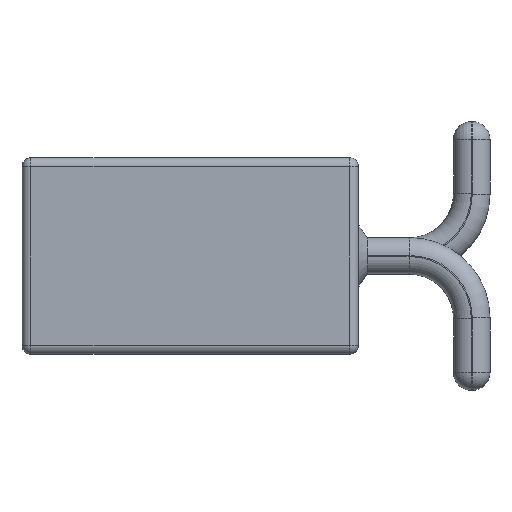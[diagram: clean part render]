
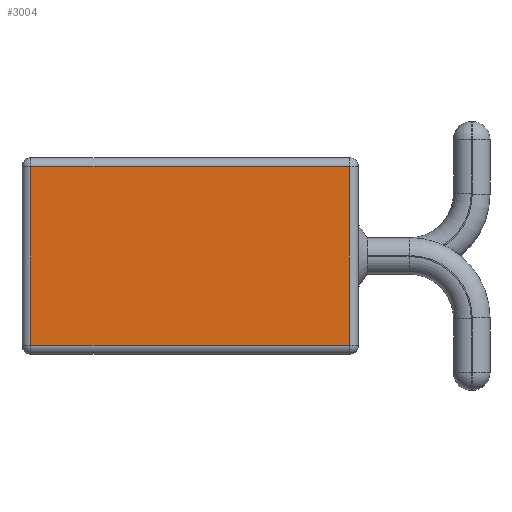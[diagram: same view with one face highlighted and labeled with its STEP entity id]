
A CAD part, left-side view. The second image highlights one B-rep face of the part: STEP entity #3004.
In plain terms, the highlighted face is planar.
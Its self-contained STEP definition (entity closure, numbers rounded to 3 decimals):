
#45 = ORIENTED_EDGE ( 'NONE', *, *, #3544, .T. ) ;
#516 = ORIENTED_EDGE ( 'NONE', *, *, #3534, .T. ) ;
#659 = CARTESIAN_POINT ( 'NONE',  ( 0., -1.79, -0.825 ) ) ;
#716 = LINE ( 'NONE', #3590, #2583 ) ;
#729 = CARTESIAN_POINT ( 'NONE',  ( 1.005, 1.79, -0.825 ) ) ;
#844 = LINE ( 'NONE', #3947, #1713 ) ;
#859 = CARTESIAN_POINT ( 'NONE',  ( 0., 0., -0.825 ) ) ;
#1044 = DIRECTION ( 'NONE',  ( -1., 0., 0. ) ) ;
#1079 = VERTEX_POINT ( 'NONE', #729 ) ;
#1149 = CARTESIAN_POINT ( 'NONE',  ( -1.005, -1.79, -0.825 ) ) ;
#1402 = CARTESIAN_POINT ( 'NONE',  ( 1.105, 1.79, -0.825 ) ) ;
#1525 = AXIS2_PLACEMENT_3D ( 'NONE', #859, #3819, #1645 ) ;
#1645 = DIRECTION ( 'NONE',  ( 1., 0., 0. ) ) ;
#1713 = VECTOR ( 'NONE', #3220, 1000. ) ;
#2141 = VERTEX_POINT ( 'NONE', #1149 ) ;
#2486 = VERTEX_POINT ( 'NONE', #3837 ) ;
#2583 = VECTOR ( 'NONE', #3962, 1000. ) ;
#2669 = EDGE_LOOP ( 'NONE', ( #516, #4575, #2690, #45 ) ) ;
#2690 = ORIENTED_EDGE ( 'NONE', *, *, #3542, .T. ) ;
#2788 = VERTEX_POINT ( 'NONE', #4556 ) ;
#3004 = ADVANCED_FACE ( 'NONE', ( #3934 ), #3447, .F. ) ;
#3220 = DIRECTION ( 'NONE',  ( 0., -1., 0. ) ) ;
#3447 = PLANE ( 'NONE',  #1525 ) ;
#3534 = EDGE_CURVE ( 'NONE', #2486, #1079, #3759, .T. ) ;
#3538 = EDGE_CURVE ( 'NONE', #1079, #2788, #844, .T. ) ;
#3542 = EDGE_CURVE ( 'NONE', #2788, #2141, #4629, .T. ) ;
#3544 = EDGE_CURVE ( 'NONE', #2141, #2486, #716, .T. ) ;
#3590 = CARTESIAN_POINT ( 'NONE',  ( -1.005, 0., -0.825 ) ) ;
#3634 = VECTOR ( 'NONE', #4319, 1000. ) ;
#3759 = LINE ( 'NONE', #1402, #3634 ) ;
#3819 = DIRECTION ( 'NONE',  ( 0., 0., 1. ) ) ;
#3837 = CARTESIAN_POINT ( 'NONE',  ( -1.005, 1.79, -0.825 ) ) ;
#3934 = FACE_OUTER_BOUND ( 'NONE', #2669, .T. ) ;
#3947 = CARTESIAN_POINT ( 'NONE',  ( 1.005, -1.89, -0.825 ) ) ;
#3962 = DIRECTION ( 'NONE',  ( 0., 1., 0. ) ) ;
#4319 = DIRECTION ( 'NONE',  ( 1., 0., 0. ) ) ;
#4515 = VECTOR ( 'NONE', #1044, 1000. ) ;
#4556 = CARTESIAN_POINT ( 'NONE',  ( 1.005, -1.79, -0.825 ) ) ;
#4575 = ORIENTED_EDGE ( 'NONE', *, *, #3538, .T. ) ;
#4629 = LINE ( 'NONE', #659, #4515 ) ;
